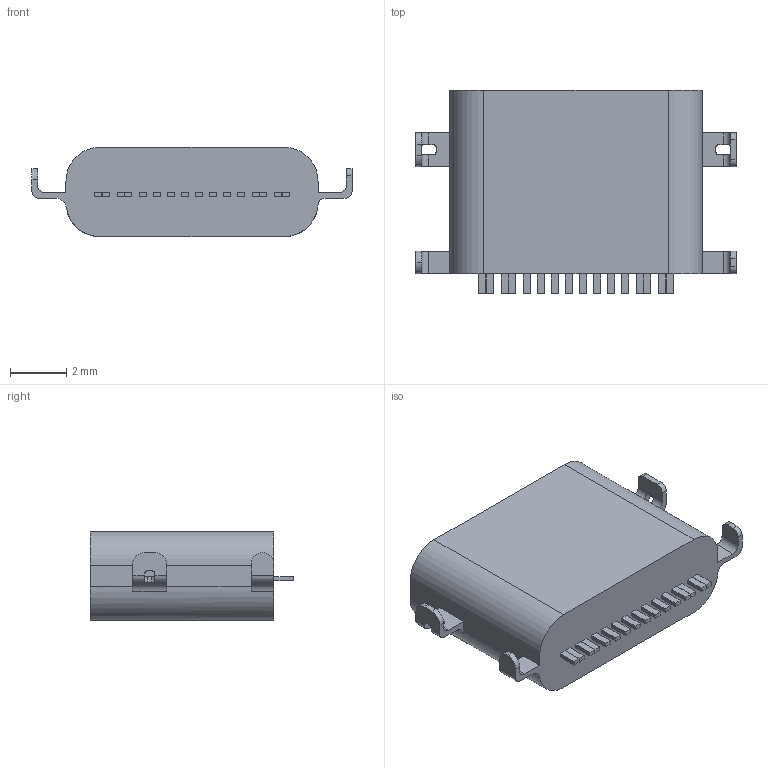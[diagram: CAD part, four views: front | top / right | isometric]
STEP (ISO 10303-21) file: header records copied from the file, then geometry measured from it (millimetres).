
FILE_DESCRIPTION (( 'STEP AP214' ), '1' );
FILE_NAME ('C168688.STEP', '2019-12-11T19:11:36', ( '' ), ( '' ), 'SwSTEP 2.0', 'SolidWorks 2019', '' );
FILE_SCHEMA (( 'AUTOMOTIVE_DESIGN' ));
Length unit declared in the file: millimetre
Products named in the file (1): C168688
Bounding box: 11.35 x 7.2 x 3.16 mm (x, y, z)
Volume: 111.3 mm3; surface area: 426.6 mm2
Topology: 1 solids, 1 shells, 171 faces, 465 edges, 310 vertices
Faces by surface type: plane 129, cylinder 42
Entity records: 6442 total; most frequent: CARTESIAN_POINT 1007, ORIENTED_EDGE 930, DIRECTION 895, EDGE_CURVE 465, VECTOR 371, LINE 371, VERTEX_POINT 310, AXIS2_PLACEMENT_3D 262
